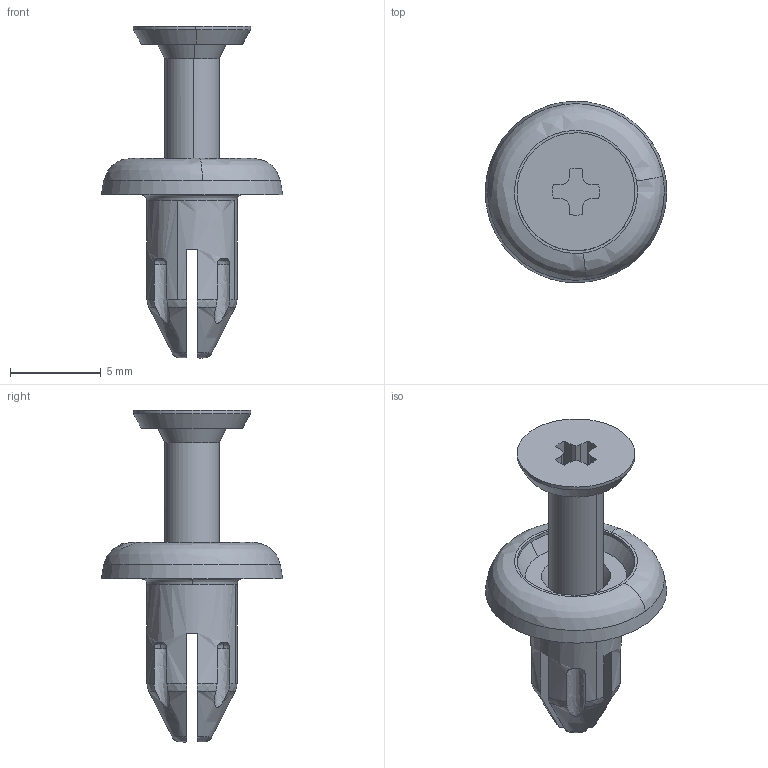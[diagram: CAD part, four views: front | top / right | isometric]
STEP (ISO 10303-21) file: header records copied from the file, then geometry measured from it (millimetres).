
FILE_DESCRIPTION((''),'2;1');
FILE_NAME('','2006-10-06T18:09:37',(''),(''),'','CADfix','');
FILE_SCHEMA(('AUTOMOTIVE_DESIGN'));
Length unit declared in the file: millimetre
Products named in the file (3): pin; grommet; TL_330_3_10303_36
Assembly tree (2 placements, depth 2):
  TL_330_3_10303_36
    pin
    grommet
Bounding box: 10 x 10 x 18.3 mm (x, y, z)
Volume: 281.5 mm3; surface area: 612.4 mm2
Topology: 2 solids, 2 shells, 103 faces, 321 edges, 225 vertices
Faces by surface type: bspline 103
Entity records: 4397 total; most frequent: CARTESIAN_POINT 2599, ORIENTED_EDGE 642, EDGE_CURVE 321, VERTEX_POINT 225, QUASI_UNIFORM_CURVE 118, EDGE_LOOP 108, FACE_OUTER_BOUND 103, ADVANCED_FACE 103
